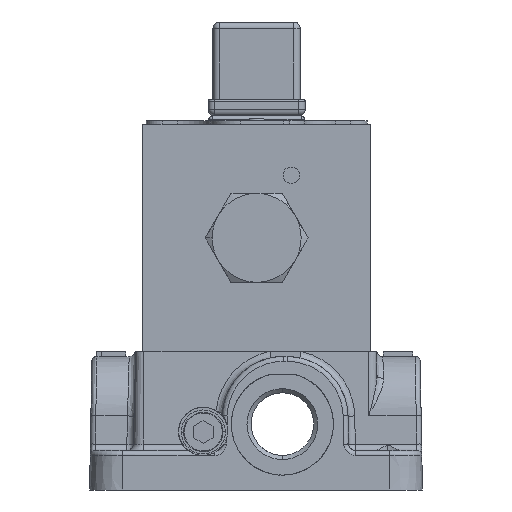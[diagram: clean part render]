
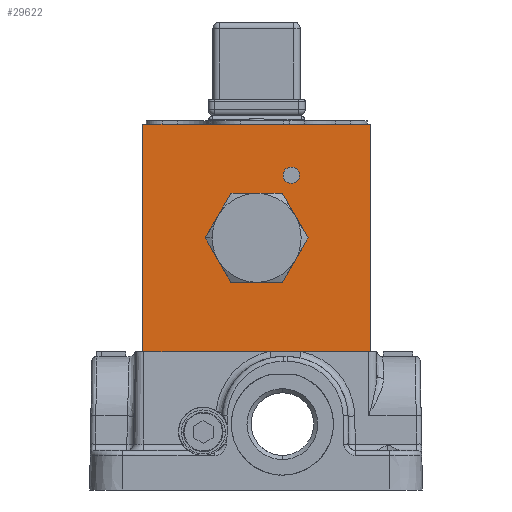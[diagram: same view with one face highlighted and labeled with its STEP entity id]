
A CAD part, left-side view. The second image highlights one B-rep face of the part: STEP entity #29622.
In plain terms, the highlighted planar face has unit normal (-1, 0, 0).
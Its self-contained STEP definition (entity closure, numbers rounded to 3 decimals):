
#4267 = VERTEX_POINT ( 'NONE', #50652 ) ;
#4268 = VERTEX_POINT ( 'NONE', #50653 ) ;
#4270 = VERTEX_POINT ( 'NONE', #50655 ) ;
#4272 = VERTEX_POINT ( 'NONE', #50657 ) ;
#27828 = VERTEX_POINT ( 'NONE', #50705 ) ;
#28643 = EDGE_CURVE ( 'NONE', #50534, #50535, #49970, .T. ) ;
#28809 = EDGE_CURVE ( 'NONE', #4267, #4268, #50028, .T. ) ;
#28814 = EDGE_CURVE ( 'NONE', #4272, #4270, #50030, .T. ) ;
#29386 = VERTEX_POINT ( 'NONE', #60329 ) ;
#29387 = VERTEX_POINT ( 'NONE', #60330 ) ;
#29388 = VERTEX_POINT ( 'NONE', #60331 ) ;
#29389 = VERTEX_POINT ( 'NONE', #60332 ) ;
#29390 = VERTEX_POINT ( 'NONE', #60333 ) ;
#29465 = EDGE_CURVE ( 'NONE', #4270, #4267, #60481, .T. ) ;
#29479 = EDGE_CURVE ( 'NONE', #27828, #4268, #60536, .T. ) ;
#29622 = ADVANCED_FACE ( 'NONE', ( #64392, #64397, #64399 ), #63961, .T. ) ;
#29631 = EDGE_CURVE ( 'NONE', #27828, #29386, #50055, .T. ) ;
#29634 = EDGE_CURVE ( 'NONE', #50535, #50534, #50056, .T. ) ;
#29635 = EDGE_CURVE ( 'NONE', #29387, #29386, #64034, .T. ) ;
#29636 = EDGE_CURVE ( 'NONE', #29388, #4272, #64037, .T. ) ;
#29637 = EDGE_CURVE ( 'NONE', #29390, #29389, #50057, .T. ) ;
#29638 = EDGE_CURVE ( 'NONE', #29387, #29388, #50058, .T. ) ;
#29639 = EDGE_CURVE ( 'NONE', #29389, #29390, #50059, .T. ) ;
#30649 = ORIENTED_EDGE ( 'NONE', *, *, #29479, .T. ) ;
#30650 = ORIENTED_EDGE ( 'NONE', *, *, #29634, .F. ) ;
#30651 = ORIENTED_EDGE ( 'NONE', *, *, #28643, .F. ) ;
#30652 = ORIENTED_EDGE ( 'NONE', *, *, #29635, .T. ) ;
#30653 = ORIENTED_EDGE ( 'NONE', *, *, #28809, .F. ) ;
#30654 = ORIENTED_EDGE ( 'NONE', *, *, #29631, .F. ) ;
#30655 = ORIENTED_EDGE ( 'NONE', *, *, #29465, .F. ) ;
#30656 = ORIENTED_EDGE ( 'NONE', *, *, #28814, .F. ) ;
#30657 = ORIENTED_EDGE ( 'NONE', *, *, #29636, .F. ) ;
#30658 = ORIENTED_EDGE ( 'NONE', *, *, #29638, .F. ) ;
#30659 = ORIENTED_EDGE ( 'NONE', *, *, #29639, .T. ) ;
#30661 = ORIENTED_EDGE ( 'NONE', *, *, #29637, .T. ) ;
#42639 = AXIS2_PLACEMENT_3D ( 'NONE', #57671, #57672, #57673 ) ;
#46907 = EDGE_LOOP ( 'NONE', ( #30650, #30651 ) ) ;
#46908 = EDGE_LOOP ( 'NONE', ( #30652, #30654, #30649, #30653, #30655, #30656, #30657, #30658 ) ) ;
#46910 = EDGE_LOOP ( 'NONE', ( #30659, #30661 ) ) ;
#49970 = CIRCLE ( 'NONE', #42639, 2.5 ) ;
#50028 = CIRCLE ( 'NONE', #58017, 2. ) ;
#50030 = CIRCLE ( 'NONE', #58020, 2. ) ;
#50055 = CIRCLE ( 'NONE', #64421, 2. ) ;
#50056 = CIRCLE ( 'NONE', #64419, 2.5 ) ;
#50057 = CIRCLE ( 'NONE', #64426, 11.9 ) ;
#50058 = CIRCLE ( 'NONE', #64428, 2. ) ;
#50059 = CIRCLE ( 'NONE', #64429, 11.9 ) ;
#50534 = VERTEX_POINT ( 'NONE', #67044 ) ;
#50535 = VERTEX_POINT ( 'NONE', #67045 ) ;
#50652 = CARTESIAN_POINT ( 'NONE',  ( -49.179, 37.235, 66.765 ) ) ;
#50653 = CARTESIAN_POINT ( 'NONE',  ( -49.179, 37.23, 66.901 ) ) ;
#50655 = CARTESIAN_POINT ( 'NONE',  ( -49.179, 37.235, -1.963 ) ) ;
#50657 = CARTESIAN_POINT ( 'NONE',  ( -49.179, 37.23, -2.099 ) ) ;
#50705 = CARTESIAN_POINT ( 'NONE',  ( -49.179, -31.76, 66.901 ) ) ;
#57671 = CARTESIAN_POINT ( 'NONE',  ( -49.179, -7.765, 51.401 ) ) ;
#57672 = DIRECTION ( 'NONE',  ( -1., 0., 0. ) ) ;
#57673 = DIRECTION ( 'NONE',  ( 0., -1., 0. ) ) ;
#58017 = AXIS2_PLACEMENT_3D ( 'NONE', #60009, #60013, #60014 ) ;
#58020 = AXIS2_PLACEMENT_3D ( 'NONE', #60216, #60223, #60224 ) ;
#58092 = VECTOR ( 'NONE', #60483, 1000. ) ;
#58102 = VECTOR ( 'NONE', #60538, 1000. ) ;
#60009 = CARTESIAN_POINT ( 'NONE',  ( -49.179, 35.235, 66.765 ) ) ;
#60013 = DIRECTION ( 'NONE',  ( 1., 0., 0. ) ) ;
#60014 = DIRECTION ( 'NONE',  ( 0., 0., 1. ) ) ;
#60216 = CARTESIAN_POINT ( 'NONE',  ( -49.179, 35.235, -1.963 ) ) ;
#60223 = DIRECTION ( 'NONE',  ( 1., 0., 0. ) ) ;
#60224 = DIRECTION ( 'NONE',  ( 0., 0., 1. ) ) ;
#60329 = CARTESIAN_POINT ( 'NONE',  ( -49.179, -31.765, 66.765 ) ) ;
#60330 = CARTESIAN_POINT ( 'NONE',  ( -49.179, -31.765, -1.963 ) ) ;
#60331 = CARTESIAN_POINT ( 'NONE',  ( -49.179, -31.76, -2.099 ) ) ;
#60332 = CARTESIAN_POINT ( 'NONE',  ( -49.179, 2.735, 20.501 ) ) ;
#60333 = CARTESIAN_POINT ( 'NONE',  ( -49.179, 2.735, 44.301 ) ) ;
#60481 = LINE ( 'NONE', #60482, #58092 ) ;
#60482 = CARTESIAN_POINT ( 'NONE',  ( -49.179, 37.235, 66.901 ) ) ;
#60483 = DIRECTION ( 'NONE',  ( 0., 0., 1. ) ) ;
#60536 = LINE ( 'NONE', #60537, #58102 ) ;
#60537 = CARTESIAN_POINT ( 'NONE',  ( -49.179, -31.765, 66.901 ) ) ;
#60538 = DIRECTION ( 'NONE',  ( 0., 1., 0. ) ) ;
#63961 = PLANE ( 'NONE',  #64401 ) ;
#63962 = CARTESIAN_POINT ( 'NONE',  ( -49.179, -31.765, 66.901 ) ) ;
#63963 = DIRECTION ( 'NONE',  ( -1., 0., 0. ) ) ;
#63964 = DIRECTION ( 'NONE',  ( 0., 0., 1. ) ) ;
#64021 = CARTESIAN_POINT ( 'NONE',  ( -49.179, -29.765, 66.765 ) ) ;
#64022 = DIRECTION ( 'NONE',  ( 1., 0., 0. ) ) ;
#64023 = DIRECTION ( 'NONE',  ( 0., 0., 1. ) ) ;
#64030 = CARTESIAN_POINT ( 'NONE',  ( -49.179, -7.765, 51.401 ) ) ;
#64031 = DIRECTION ( 'NONE',  ( -1., 0., 0. ) ) ;
#64032 = DIRECTION ( 'NONE',  ( 0., -1., 0. ) ) ;
#64033 = CARTESIAN_POINT ( 'NONE',  ( -49.179, 2.735, 32.401 ) ) ;
#64034 = LINE ( 'NONE', #64035, #64425 ) ;
#64035 = CARTESIAN_POINT ( 'NONE',  ( -49.179, -31.765, 66.901 ) ) ;
#64036 = DIRECTION ( 'NONE',  ( 0., 0., 1. ) ) ;
#64037 = LINE ( 'NONE', #64038, #64427 ) ;
#64038 = CARTESIAN_POINT ( 'NONE',  ( -49.179, -31.765, -2.099 ) ) ;
#64039 = DIRECTION ( 'NONE',  ( 0., 1., 0. ) ) ;
#64040 = DIRECTION ( 'NONE',  ( 1., 0., 0. ) ) ;
#64041 = DIRECTION ( 'NONE',  ( 0., 0., -1. ) ) ;
#64042 = CARTESIAN_POINT ( 'NONE',  ( -49.179, -29.765, -1.963 ) ) ;
#64043 = DIRECTION ( 'NONE',  ( 1., 0., 0. ) ) ;
#64044 = DIRECTION ( 'NONE',  ( 0., 0., 1. ) ) ;
#64045 = CARTESIAN_POINT ( 'NONE',  ( -49.179, 2.735, 32.401 ) ) ;
#64046 = DIRECTION ( 'NONE',  ( 1., 0., 0. ) ) ;
#64047 = DIRECTION ( 'NONE',  ( 0., 0., -1. ) ) ;
#64392 = FACE_BOUND ( 'NONE', #46907, .T. ) ;
#64397 = FACE_OUTER_BOUND ( 'NONE', #46908, .T. ) ;
#64399 = FACE_BOUND ( 'NONE', #46910, .T. ) ;
#64401 = AXIS2_PLACEMENT_3D ( 'NONE', #63962, #63963, #63964 ) ;
#64419 = AXIS2_PLACEMENT_3D ( 'NONE', #64030, #64031, #64032 ) ;
#64421 = AXIS2_PLACEMENT_3D ( 'NONE', #64021, #64022, #64023 ) ;
#64425 = VECTOR ( 'NONE', #64036, 1000. ) ;
#64426 = AXIS2_PLACEMENT_3D ( 'NONE', #64033, #64040, #64041 ) ;
#64427 = VECTOR ( 'NONE', #64039, 1000. ) ;
#64428 = AXIS2_PLACEMENT_3D ( 'NONE', #64042, #64043, #64044 ) ;
#64429 = AXIS2_PLACEMENT_3D ( 'NONE', #64045, #64046, #64047 ) ;
#67044 = CARTESIAN_POINT ( 'NONE',  ( -49.179, -5.265, 51.401 ) ) ;
#67045 = CARTESIAN_POINT ( 'NONE',  ( -49.179, -10.265, 51.401 ) ) ;
